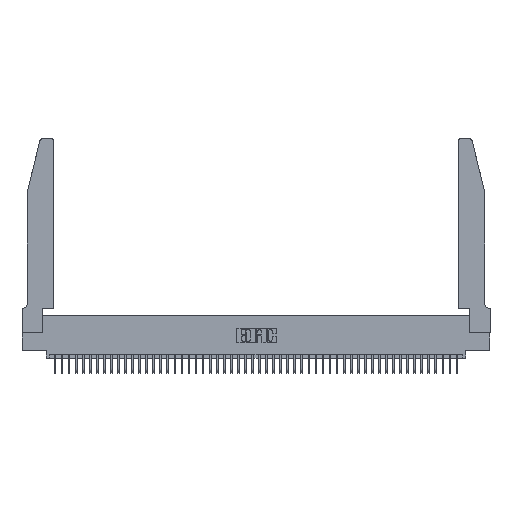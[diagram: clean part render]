
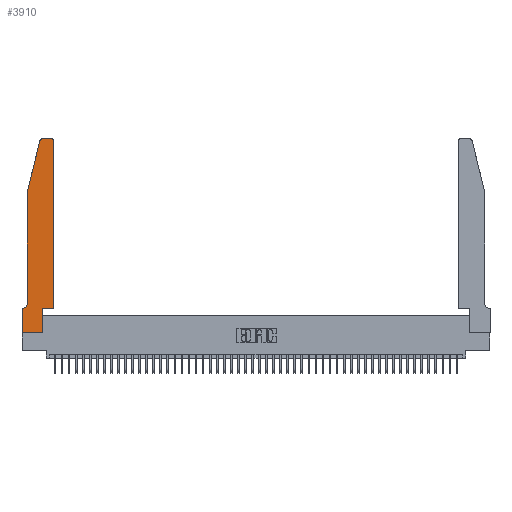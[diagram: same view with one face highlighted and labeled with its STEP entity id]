
A CAD part, top view. The second image highlights one B-rep face of the part: STEP entity #3910.
In plain terms, the highlighted planar face has unit normal (0, 0, 1).
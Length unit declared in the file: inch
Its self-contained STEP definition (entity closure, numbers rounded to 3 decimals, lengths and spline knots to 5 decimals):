
#321 = CARTESIAN_POINT ( 'NONE',  ( 0., 0., 0.37 ) ) ;
#1490 = VECTOR ( 'NONE', #12376, 39.37008 ) ;
#1546 = VERTEX_POINT ( 'NONE', #45271 ) ;
#1885 = ORIENTED_EDGE ( 'NONE', *, *, #6831, .T. ) ;
#2358 = AXIS2_PLACEMENT_3D ( 'NONE', #5369, #32372, #9284 ) ;
#3209 = ORIENTED_EDGE ( 'NONE', *, *, #10851, .T. ) ;
#3396 = CARTESIAN_POINT ( 'NONE',  ( 0.25487, 2.72718, 0.37 ) ) ;
#3779 = DIRECTION ( 'NONE',  ( 0., 1., 0. ) ) ;
#3910 = ADVANCED_FACE ( 'NONE', ( #13216 ), #33980, .T. ) ;
#4447 = VERTEX_POINT ( 'NONE', #5912 ) ;
#5369 = CARTESIAN_POINT ( 'NONE',  ( 0.0055, 0.42, 0.37 ) ) ;
#5912 = CARTESIAN_POINT ( 'NONE',  ( 0.2865, 0.35, 0.37 ) ) ;
#6480 = CARTESIAN_POINT ( 'NONE',  ( 0., 0., 0.37 ) ) ;
#6831 = EDGE_CURVE ( 'NONE', #9557, #15954, #10487, .T. ) ;
#7448 = AXIS2_PLACEMENT_3D ( 'NONE', #30865, #7781, #34755 ) ;
#7781 = DIRECTION ( 'NONE',  ( 0., 0., 1. ) ) ;
#9284 = DIRECTION ( 'NONE',  ( -1., 0., 0. ) ) ;
#9557 = VERTEX_POINT ( 'NONE', #27255 ) ;
#9898 = CARTESIAN_POINT ( 'NONE',  ( 0.4505, 2.72, 0.37 ) ) ;
#10324 = VECTOR ( 'NONE', #10394, 39.37008 ) ;
#10368 = CARTESIAN_POINT ( 'NONE',  ( 0.2605, 2.75, 0.37 ) ) ;
#10394 = DIRECTION ( 'NONE',  ( 0., -1., 0. ) ) ;
#10487 = CIRCLE ( 'NONE', #11619, 0.03 ) ;
#10781 = EDGE_CURVE ( 'NONE', #40008, #4447, #37882, .T. ) ;
#10851 = EDGE_CURVE ( 'NONE', #24527, #40008, #13840, .T. ) ;
#11619 = AXIS2_PLACEMENT_3D ( 'NONE', #17690, #44502, #21510 ) ;
#11888 = LINE ( 'NONE', #34955, #1490 ) ;
#12376 = DIRECTION ( 'NONE',  ( 0., 1., 0. ) ) ;
#13216 = FACE_OUTER_BOUND ( 'NONE', #15356, .T. ) ;
#13435 = ORIENTED_EDGE ( 'NONE', *, *, #49058, .T. ) ;
#13840 = LINE ( 'NONE', #321, #44444 ) ;
#14276 = DIRECTION ( 'NONE',  ( -1., 0., 0. ) ) ;
#14785 = CARTESIAN_POINT ( 'NONE',  ( 0.0055, 0.35, 0.37 ) ) ;
#14789 = DIRECTION ( 'NONE',  ( 1., 0., 0. ) ) ;
#15356 = EDGE_LOOP ( 'NONE', ( #31490, #1885, #13435, #44074, #34654, #19025, #30580, #3209, #36501, #46997, #28064, #25526 ) ) ;
#15954 = VERTEX_POINT ( 'NONE', #3396 ) ;
#16831 = CARTESIAN_POINT ( 'NONE',  ( 0.4505, 0.35, 0.37 ) ) ;
#17289 = LINE ( 'NONE', #20198, #35326 ) ;
#17690 = CARTESIAN_POINT ( 'NONE',  ( 0.284, 2.72, 0.37 ) ) ;
#19025 = ORIENTED_EDGE ( 'NONE', *, *, #19656, .T. ) ;
#19146 = VECTOR ( 'NONE', #42381, 39.37008 ) ;
#19261 = CARTESIAN_POINT ( 'NONE',  ( 0.0755, 2., 0.37 ) ) ;
#19481 = VECTOR ( 'NONE', #20683, 39.37008 ) ;
#19656 = EDGE_CURVE ( 'NONE', #20308, #25681, #24980, .T. ) ;
#20013 = EDGE_CURVE ( 'NONE', #4447, #33044, #39912, .T. ) ;
#20198 = CARTESIAN_POINT ( 'NONE',  ( 0.0755, 2., 0.37 ) ) ;
#20308 = VERTEX_POINT ( 'NONE', #14785 ) ;
#20683 = DIRECTION ( 'NONE',  ( 1., 0., 0. ) ) ;
#20980 = EDGE_CURVE ( 'NONE', #37804, #1546, #44057, .T. ) ;
#21510 = DIRECTION ( 'NONE',  ( 1., 0., 0. ) ) ;
#22401 = DIRECTION ( 'NONE',  ( -1., 0., 0. ) ) ;
#24084 = DIRECTION ( 'NONE',  ( 0., -1., 0. ) ) ;
#24239 = VERTEX_POINT ( 'NONE', #26348 ) ;
#24527 = VERTEX_POINT ( 'NONE', #35700 ) ;
#24980 = LINE ( 'NONE', #41520, #34002 ) ;
#25461 = CARTESIAN_POINT ( 'NONE',  ( 0.0755, 2., 0.37 ) ) ;
#25526 = ORIENTED_EDGE ( 'NONE', *, *, #20980, .T. ) ;
#25681 = VERTEX_POINT ( 'NONE', #48260 ) ;
#26280 = CARTESIAN_POINT ( 'NONE',  ( 0., 0.35, 0.37 ) ) ;
#26348 = CARTESIAN_POINT ( 'NONE',  ( 0.0755, 0.42, 0.37 ) ) ;
#26887 = VERTEX_POINT ( 'NONE', #25461 ) ;
#26988 = CARTESIAN_POINT ( 'NONE',  ( 0.2865, 0.35, 0.37 ) ) ;
#27255 = CARTESIAN_POINT ( 'NONE',  ( 0.284, 2.75, 0.37 ) ) ;
#27483 = DIRECTION ( 'NONE',  ( 1., 0., 0. ) ) ;
#28064 = ORIENTED_EDGE ( 'NONE', *, *, #31594, .T. ) ;
#28436 = LINE ( 'NONE', #10368, #40564 ) ;
#29187 = EDGE_CURVE ( 'NONE', #1546, #9557, #28436, .T. ) ;
#29411 = LINE ( 'NONE', #19261, #19146 ) ;
#30580 = ORIENTED_EDGE ( 'NONE', *, *, #37896, .T. ) ;
#30803 = LINE ( 'NONE', #6480, #10324 ) ;
#30865 = CARTESIAN_POINT ( 'NONE',  ( 0.4205, 2.72, 0.37 ) ) ;
#31490 = ORIENTED_EDGE ( 'NONE', *, *, #29187, .T. ) ;
#31594 = EDGE_CURVE ( 'NONE', #33044, #37804, #11888, .T. ) ;
#32372 = DIRECTION ( 'NONE',  ( 0., 0., -1. ) ) ;
#33044 = VERTEX_POINT ( 'NONE', #33145 ) ;
#33145 = CARTESIAN_POINT ( 'NONE',  ( 0.4505, 0.35, 0.37 ) ) ;
#33980 = PLANE ( 'NONE',  #48855 ) ;
#34002 = VECTOR ( 'NONE', #22401, 39.37008 ) ;
#34654 = ORIENTED_EDGE ( 'NONE', *, *, #46223, .T. ) ;
#34755 = DIRECTION ( 'NONE',  ( 1., 0., 0. ) ) ;
#34955 = CARTESIAN_POINT ( 'NONE',  ( 0.4505, 0.35, 0.37 ) ) ;
#35326 = VECTOR ( 'NONE', #24084, 39.37008 ) ;
#35700 = CARTESIAN_POINT ( 'NONE',  ( 0., 0., 0.37 ) ) ;
#35711 = CIRCLE ( 'NONE', #2358, 0.07 ) ;
#36501 = ORIENTED_EDGE ( 'NONE', *, *, #10781, .T. ) ;
#37799 = DIRECTION ( 'NONE',  ( 0., 0., 1. ) ) ;
#37804 = VERTEX_POINT ( 'NONE', #9898 ) ;
#37882 = LINE ( 'NONE', #26988, #46835 ) ;
#37896 = EDGE_CURVE ( 'NONE', #25681, #24527, #30803, .T. ) ;
#39599 = CARTESIAN_POINT ( 'NONE',  ( 0.2865, 0., 0.37 ) ) ;
#39912 = LINE ( 'NONE', #16831, #19481 ) ;
#40008 = VERTEX_POINT ( 'NONE', #39599 ) ;
#40564 = VECTOR ( 'NONE', #14276, 39.37008 ) ;
#41520 = CARTESIAN_POINT ( 'NONE',  ( 0.0755, 0.35, 0.37 ) ) ;
#42381 = DIRECTION ( 'NONE',  ( -0.239, -0.971, 0. ) ) ;
#44057 = CIRCLE ( 'NONE', #7448, 0.03 ) ;
#44074 = ORIENTED_EDGE ( 'NONE', *, *, #49818, .T. ) ;
#44444 = VECTOR ( 'NONE', #27483, 39.37008 ) ;
#44502 = DIRECTION ( 'NONE',  ( 0., 0., 1. ) ) ;
#45271 = CARTESIAN_POINT ( 'NONE',  ( 0.4205, 2.75, 0.37 ) ) ;
#46223 = EDGE_CURVE ( 'NONE', #24239, #20308, #35711, .T. ) ;
#46835 = VECTOR ( 'NONE', #3779, 39.37008 ) ;
#46997 = ORIENTED_EDGE ( 'NONE', *, *, #20013, .T. ) ;
#48260 = CARTESIAN_POINT ( 'NONE',  ( 0., 0.35, 0.37 ) ) ;
#48855 = AXIS2_PLACEMENT_3D ( 'NONE', #26280, #37799, #14789 ) ;
#49058 = EDGE_CURVE ( 'NONE', #15954, #26887, #29411, .T. ) ;
#49818 = EDGE_CURVE ( 'NONE', #26887, #24239, #17289, .T. ) ;
